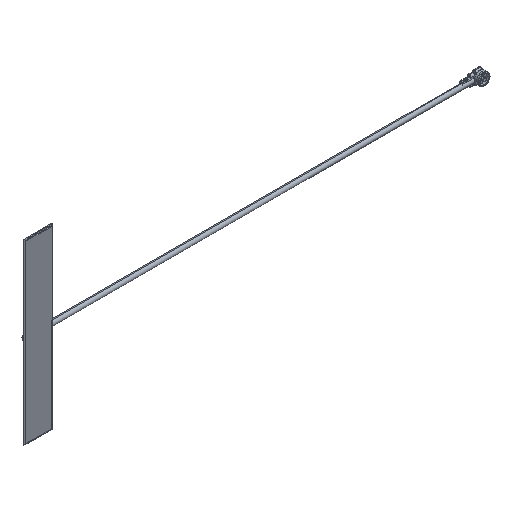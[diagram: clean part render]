
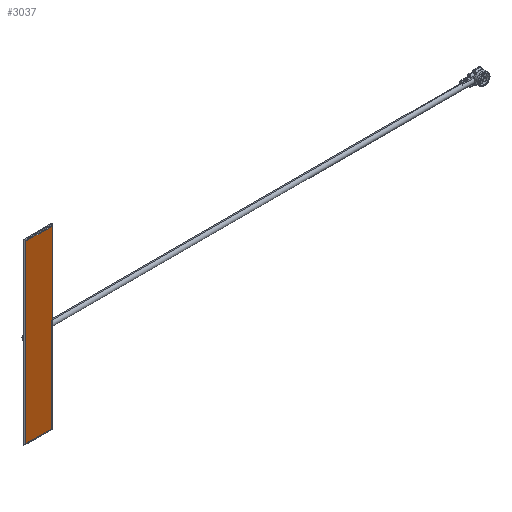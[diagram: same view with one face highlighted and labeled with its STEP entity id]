
A CAD part, isometric view. The second image highlights one B-rep face of the part: STEP entity #3037.
In plain terms, the highlighted planar face has unit normal (0, -1, 0).
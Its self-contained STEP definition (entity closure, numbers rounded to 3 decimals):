
#158 = VERTEX_POINT ( 'NONE', #917 ) ;
#176 = CARTESIAN_POINT ( 'NONE',  ( -0.254, -0.406, -41.745 ) ) ;
#180 = DIRECTION ( 'NONE',  ( 0., -1., 0. ) ) ;
#304 = ORIENTED_EDGE ( 'NONE', *, *, #457, .T. ) ;
#445 = PLANE ( 'NONE',  #2412 ) ;
#457 = EDGE_CURVE ( 'NONE', #721, #158, #2711, .T. ) ;
#721 = VERTEX_POINT ( 'NONE', #3048 ) ;
#779 = LINE ( 'NONE', #2479, #1465 ) ;
#877 = LINE ( 'NONE', #1305, #2460 ) ;
#879 = VERTEX_POINT ( 'NONE', #2396 ) ;
#917 = CARTESIAN_POINT ( 'NONE',  ( -0.254, -0.406, -0.254 ) ) ;
#949 = VERTEX_POINT ( 'NONE', #2952 ) ;
#1158 = ORIENTED_EDGE ( 'NONE', *, *, #1257, .T. ) ;
#1257 = EDGE_CURVE ( 'NONE', #158, #949, #1987, .T. ) ;
#1305 = CARTESIAN_POINT ( 'NONE',  ( -6.444, -0.406, -0.254 ) ) ;
#1309 = DIRECTION ( 'NONE',  ( 0., 0., -1. ) ) ;
#1337 = VECTOR ( 'NONE', #1963, 1000. ) ;
#1465 = VECTOR ( 'NONE', #3013, 1000. ) ;
#1766 = ORIENTED_EDGE ( 'NONE', *, *, #2601, .T. ) ;
#1811 = EDGE_CURVE ( 'NONE', #879, #721, #779, .T. ) ;
#1963 = DIRECTION ( 'NONE',  ( -1., 0., 0. ) ) ;
#1969 = VECTOR ( 'NONE', #2685, 1000. ) ;
#1987 = LINE ( 'NONE', #2267, #1337 ) ;
#2113 = DIRECTION ( 'NONE',  ( 0., 0., -1. ) ) ;
#2240 = FACE_OUTER_BOUND ( 'NONE', #2550, .T. ) ;
#2267 = CARTESIAN_POINT ( 'NONE',  ( -0.254, -0.406, -0.254 ) ) ;
#2386 = CARTESIAN_POINT ( 'NONE',  ( 0., -0.406, 0. ) ) ;
#2396 = CARTESIAN_POINT ( 'NONE',  ( -6.444, -0.406, -41.745 ) ) ;
#2412 = AXIS2_PLACEMENT_3D ( 'NONE', #2386, #180, #1309 ) ;
#2460 = VECTOR ( 'NONE', #2113, 1000. ) ;
#2479 = CARTESIAN_POINT ( 'NONE',  ( -6.444, -0.406, -41.745 ) ) ;
#2550 = EDGE_LOOP ( 'NONE', ( #1766, #2668, #304, #1158 ) ) ;
#2601 = EDGE_CURVE ( 'NONE', #949, #879, #877, .T. ) ;
#2668 = ORIENTED_EDGE ( 'NONE', *, *, #1811, .T. ) ;
#2685 = DIRECTION ( 'NONE',  ( 0., 0., 1. ) ) ;
#2711 = LINE ( 'NONE', #176, #1969 ) ;
#2952 = CARTESIAN_POINT ( 'NONE',  ( -6.444, -0.406, -0.254 ) ) ;
#3013 = DIRECTION ( 'NONE',  ( 1., 0., 0. ) ) ;
#3037 = ADVANCED_FACE ( 'NONE', ( #2240 ), #445, .T. ) ;
#3048 = CARTESIAN_POINT ( 'NONE',  ( -0.254, -0.406, -41.745 ) ) ;
